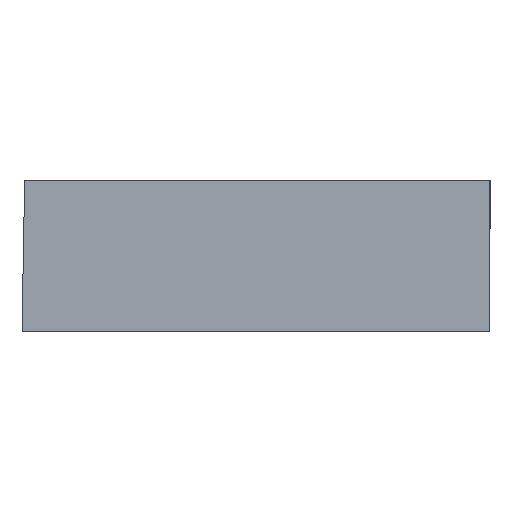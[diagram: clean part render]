
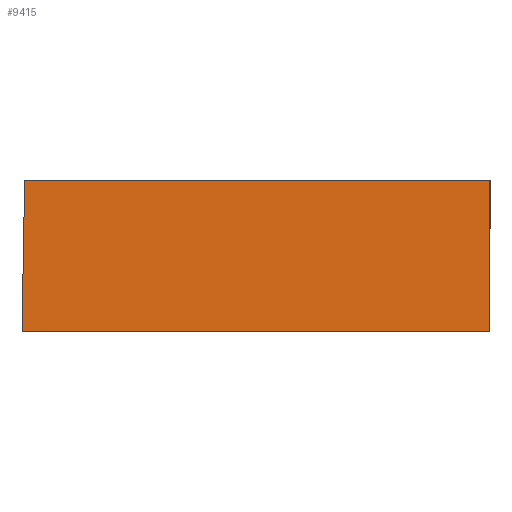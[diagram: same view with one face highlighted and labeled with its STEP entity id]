
A CAD part, left-side view. The second image highlights one B-rep face of the part: STEP entity #9415.
In plain terms, the highlighted planar face has unit normal (-1, 0, 0.018).
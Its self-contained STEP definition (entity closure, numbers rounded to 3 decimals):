
#610 = EDGE_CURVE ( 'NONE', #9302, #7969, #6766, .T. ) ;
#954 = LINE ( 'NONE', #11015, #3232 ) ;
#1158 = VECTOR ( 'NONE', #4852, 1000. ) ;
#1516 = PLANE ( 'NONE',  #10106 ) ;
#1906 = CARTESIAN_POINT ( 'NONE',  ( -51.551, 61.551, 20. ) ) ;
#2114 = EDGE_CURVE ( 'NONE', #7969, #2891, #8054, .T. ) ;
#2369 = DIRECTION ( 'NONE',  ( -1., 0., 0.017 ) ) ;
#2596 = VERTEX_POINT ( 'NONE', #9952 ) ;
#2891 = VERTEX_POINT ( 'NONE', #5048 ) ;
#2974 = CARTESIAN_POINT ( 'NONE',  ( -51.9, 61.9, 0. ) ) ;
#3232 = VECTOR ( 'NONE', #6535, 1000. ) ;
#3548 = EDGE_CURVE ( 'NONE', #2891, #2596, #954, .T. ) ;
#3700 = DIRECTION ( 'NONE',  ( 0., 1., 0. ) ) ;
#3827 = EDGE_LOOP ( 'NONE', ( #5326, #9535, #7022, #10824 ) ) ;
#4218 = DIRECTION ( 'NONE',  ( 0.017, -0.017, 1. ) ) ;
#4335 = VECTOR ( 'NONE', #3700, 1000. ) ;
#4852 = DIRECTION ( 'NONE',  ( 0., -1., 0. ) ) ;
#5048 = CARTESIAN_POINT ( 'NONE',  ( -51.551, 0., 20. ) ) ;
#5055 = CARTESIAN_POINT ( 'NONE',  ( -51.868, 61.868, 1.811 ) ) ;
#5326 = ORIENTED_EDGE ( 'NONE', *, *, #3548, .F. ) ;
#5360 = EDGE_CURVE ( 'NONE', #2596, #9302, #11196, .T. ) ;
#6535 = DIRECTION ( 'NONE',  ( -0.017, 0., -1. ) ) ;
#6766 = LINE ( 'NONE', #5055, #9703 ) ;
#7022 = ORIENTED_EDGE ( 'NONE', *, *, #610, .F. ) ;
#7197 = CARTESIAN_POINT ( 'NONE',  ( -51.9, 0., 0. ) ) ;
#7454 = FACE_OUTER_BOUND ( 'NONE', #3827, .T. ) ;
#7969 = VERTEX_POINT ( 'NONE', #1906 ) ;
#8054 = LINE ( 'NONE', #10141, #1158 ) ;
#8580 = DIRECTION ( 'NONE',  ( 0.017, 0., 1. ) ) ;
#9302 = VERTEX_POINT ( 'NONE', #2974 ) ;
#9415 = ADVANCED_FACE ( 'NONE', ( #7454 ), #1516, .T. ) ;
#9535 = ORIENTED_EDGE ( 'NONE', *, *, #2114, .F. ) ;
#9703 = VECTOR ( 'NONE', #4218, 1000. ) ;
#9952 = CARTESIAN_POINT ( 'NONE',  ( -51.9, 0., 0. ) ) ;
#10106 = AXIS2_PLACEMENT_3D ( 'NONE', #10272, #2369, #8580 ) ;
#10141 = CARTESIAN_POINT ( 'NONE',  ( -51.551, 61.9, 20. ) ) ;
#10272 = CARTESIAN_POINT ( 'NONE',  ( -51.9, 0., 0. ) ) ;
#10824 = ORIENTED_EDGE ( 'NONE', *, *, #5360, .F. ) ;
#11015 = CARTESIAN_POINT ( 'NONE',  ( -51.868, 0., 1.811 ) ) ;
#11196 = LINE ( 'NONE', #7197, #4335 ) ;
